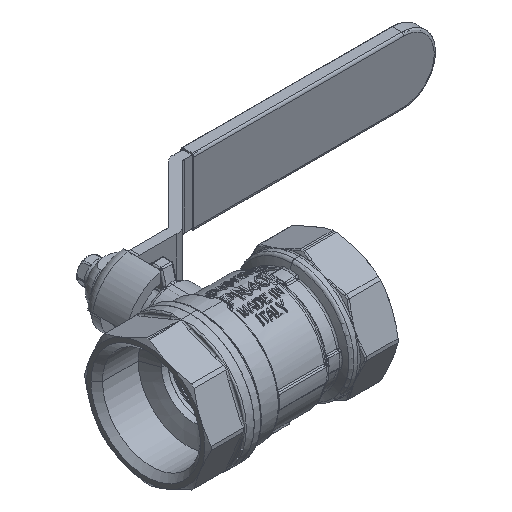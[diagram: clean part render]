
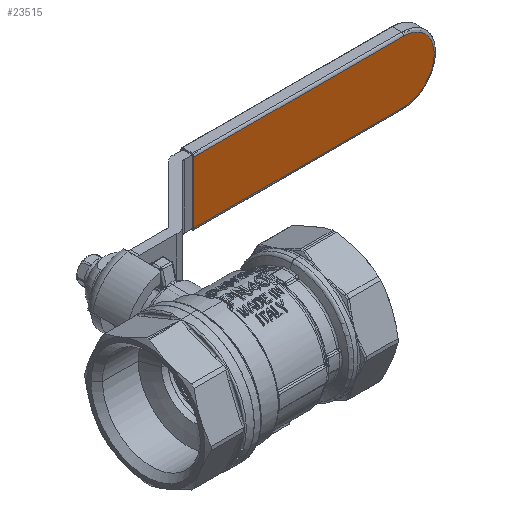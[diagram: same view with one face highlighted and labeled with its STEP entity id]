
A CAD part, isometric view. The second image highlights one B-rep face of the part: STEP entity #23515.
In plain terms, the highlighted planar face has unit normal (0, -1, 0).
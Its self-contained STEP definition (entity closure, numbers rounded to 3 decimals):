
#1447 = ORIENTED_EDGE ( 'NONE', *, *, #10359, .F. ) ;
#2571 = CARTESIAN_POINT ( 'NONE',  ( 103., 52.3, 0. ) ) ;
#3874 = CARTESIAN_POINT ( 'NONE',  ( 105.5, 52.3, -9.326 ) ) ;
#4044 = CARTESIAN_POINT ( 'NONE',  ( 108.878, 52.3, -7.659 ) ) ;
#4490 = CARTESIAN_POINT ( 'NONE',  ( 37.334, 52.3, -9.634 ) ) ;
#6111 = PLANE ( 'NONE',  #33535 ) ;
#7716 = CARTESIAN_POINT ( 'NONE',  ( 111.659, 52.3, -4.271 ) ) ;
#7997 = CARTESIAN_POINT ( 'NONE',  ( 59.222, 52.3, -9.634 ) ) ;
#8219 = CARTESIAN_POINT ( 'NONE',  ( 112.634, 52.3, -0.632 ) ) ;
#8379 = CARTESIAN_POINT ( 'NONE',  ( 106.103, 52.3, 9.143 ) ) ;
#8819 = CARTESIAN_POINT ( 'NONE',  ( 37.334, 52.3, 9.634 ) ) ;
#10359 = EDGE_CURVE ( 'NONE', #47261, #22050, #28389, .T. ) ;
#11709 = CARTESIAN_POINT ( 'NONE',  ( 110.659, 52.3, 5.878 ) ) ;
#11878 = CARTESIAN_POINT ( 'NONE',  ( 107.827, 52.3, 8.362 ) ) ;
#12383 = CARTESIAN_POINT ( 'NONE',  ( 109.365, 52.3, -7.259 ) ) ;
#12830 = B_SPLINE_CURVE_WITH_KNOTS ( 'NONE', 3,
 ( #8819, #36791, #37822, #17517 ),
 .UNSPECIFIED., .F., .F.,
 ( 4, 4 ),
 ( 0., 1. ),
 .UNSPECIFIED. ) ;
#13058 = CARTESIAN_POINT ( 'NONE',  ( 103., 52.3, 9.634 ) ) ;
#13177 = B_SPLINE_CURVE_WITH_KNOTS ( 'NONE', 3,
 ( #27122, #39140, #32351, #3874, #19571, #31657, #47840, #4044, #12383, #31834, #15533, #20255, #7716, #23613, #47501, #39978, #8219, #51501, #48176, #36016, #35680, #24294, #51669, #11709, #16042, #20080, #27980, #11878, #39645, #8379, #36188, #39813, #32000, #23957 ),
 .UNSPECIFIED., .F., .F.,
 ( 4, 2, 2, 2, 2, 2, 2, 2, 2, 2, 2, 2, 2, 2, 2, 2, 4 ),
 ( 0., 0.063, 0.125, 0.188, 0.25, 0.313, 0.375, 0.438, 0.5, 0.563, 0.625, 0.688, 0.75, 0.813, 0.875, 0.938, 1. ),
 .UNSPECIFIED. ) ;
#14036 = VERTEX_POINT ( 'NONE', #18178 ) ;
#15533 = CARTESIAN_POINT ( 'NONE',  ( 110.659, 52.3, -5.878 ) ) ;
#16042 = CARTESIAN_POINT ( 'NONE',  ( 110.259, 52.3, 6.365 ) ) ;
#16755 = CARTESIAN_POINT ( 'NONE',  ( 81.111, 52.3, 9.634 ) ) ;
#17517 = CARTESIAN_POINT ( 'NONE',  ( 37.334, 52.3, -9.634 ) ) ;
#18178 = CARTESIAN_POINT ( 'NONE',  ( 103., 52.3, -9.634 ) ) ;
#19571 = CARTESIAN_POINT ( 'NONE',  ( 106.103, 52.3, -9.143 ) ) ;
#20080 = CARTESIAN_POINT ( 'NONE',  ( 109.365, 52.3, 7.259 ) ) ;
#20255 = CARTESIAN_POINT ( 'NONE',  ( 111.362, 52.3, -4.827 ) ) ;
#20545 = CARTESIAN_POINT ( 'NONE',  ( 103., 52.3, -9.634 ) ) ;
#21075 = EDGE_CURVE ( 'NONE', #14036, #22050, #13177, .T. ) ;
#22050 = VERTEX_POINT ( 'NONE', #13058 ) ;
#22682 = DIRECTION ( 'NONE',  ( 0., -1., 0. ) ) ;
#23515 = ADVANCED_FACE ( 'NONE', ( #36190 ), #6111, .T. ) ;
#23613 = CARTESIAN_POINT ( 'NONE',  ( 112.143, 52.3, -3.103 ) ) ;
#23799 = EDGE_CURVE ( 'NONE', #47261, #44419, #12830, .T. ) ;
#23957 = CARTESIAN_POINT ( 'NONE',  ( 103., 52.3, 9.634 ) ) ;
#24294 = CARTESIAN_POINT ( 'NONE',  ( 111.659, 52.3, 4.271 ) ) ;
#25084 = CARTESIAN_POINT ( 'NONE',  ( 81.111, 52.3, -9.634 ) ) ;
#26533 = ORIENTED_EDGE ( 'NONE', *, *, #23799, .T. ) ;
#27122 = CARTESIAN_POINT ( 'NONE',  ( 103., 52.3, -9.634 ) ) ;
#27980 = CARTESIAN_POINT ( 'NONE',  ( 108.878, 52.3, 7.659 ) ) ;
#28389 = B_SPLINE_CURVE_WITH_KNOTS ( 'NONE', 3,
 ( #36723, #44528, #16755, #44696 ),
 .UNSPECIFIED., .F., .F.,
 ( 4, 4 ),
 ( 0., 1. ),
 .UNSPECIFIED. ) ;
#29687 = ORIENTED_EDGE ( 'NONE', *, *, #31608, .T. ) ;
#31608 = EDGE_CURVE ( 'NONE', #44419, #14036, #46790, .T. ) ;
#31657 = CARTESIAN_POINT ( 'NONE',  ( 107.271, 52.3, -8.659 ) ) ;
#31834 = CARTESIAN_POINT ( 'NONE',  ( 110.259, 52.3, -6.365 ) ) ;
#32000 = CARTESIAN_POINT ( 'NONE',  ( 103.633, 52.3, 9.634 ) ) ;
#32282 = ORIENTED_EDGE ( 'NONE', *, *, #21075, .T. ) ;
#32351 = CARTESIAN_POINT ( 'NONE',  ( 104.259, 52.3, -9.572 ) ) ;
#33535 = AXIS2_PLACEMENT_3D ( 'NONE', #2571, #22682, #45855 ) ;
#35680 = CARTESIAN_POINT ( 'NONE',  ( 112.143, 52.3, 3.103 ) ) ;
#35699 = EDGE_LOOP ( 'NONE', ( #26533, #29687, #32282, #1447 ) ) ;
#36016 = CARTESIAN_POINT ( 'NONE',  ( 112.326, 52.3, 2.5 ) ) ;
#36188 = CARTESIAN_POINT ( 'NONE',  ( 105.5, 52.3, 9.325 ) ) ;
#36190 = FACE_OUTER_BOUND ( 'NONE', #35699, .T. ) ;
#36723 = CARTESIAN_POINT ( 'NONE',  ( 37.334, 52.3, 9.634 ) ) ;
#36791 = CARTESIAN_POINT ( 'NONE',  ( 37.334, 52.3, 3.211 ) ) ;
#37822 = CARTESIAN_POINT ( 'NONE',  ( 37.334, 52.3, -3.211 ) ) ;
#38047 = CARTESIAN_POINT ( 'NONE',  ( 37.334, 52.3, 9.634 ) ) ;
#39140 = CARTESIAN_POINT ( 'NONE',  ( 103.632, 52.3, -9.634 ) ) ;
#39645 = CARTESIAN_POINT ( 'NONE',  ( 107.271, 52.3, 8.659 ) ) ;
#39813 = CARTESIAN_POINT ( 'NONE',  ( 104.259, 52.3, 9.572 ) ) ;
#39978 = CARTESIAN_POINT ( 'NONE',  ( 112.572, 52.3, -1.259 ) ) ;
#44419 = VERTEX_POINT ( 'NONE', #45545 ) ;
#44528 = CARTESIAN_POINT ( 'NONE',  ( 59.222, 52.3, 9.634 ) ) ;
#44696 = CARTESIAN_POINT ( 'NONE',  ( 103., 52.3, 9.634 ) ) ;
#45545 = CARTESIAN_POINT ( 'NONE',  ( 37.334, 52.3, -9.634 ) ) ;
#45855 = DIRECTION ( 'NONE',  ( 0., 0., -1. ) ) ;
#46790 = B_SPLINE_CURVE_WITH_KNOTS ( 'NONE', 3,
 ( #4490, #7997, #25084, #20545 ),
 .UNSPECIFIED., .F., .F.,
 ( 4, 4 ),
 ( 0., 1. ),
 .UNSPECIFIED. ) ;
#47261 = VERTEX_POINT ( 'NONE', #38047 ) ;
#47501 = CARTESIAN_POINT ( 'NONE',  ( 112.325, 52.3, -2.5 ) ) ;
#47840 = CARTESIAN_POINT ( 'NONE',  ( 107.827, 52.3, -8.362 ) ) ;
#48176 = CARTESIAN_POINT ( 'NONE',  ( 112.572, 52.3, 1.259 ) ) ;
#51501 = CARTESIAN_POINT ( 'NONE',  ( 112.634, 52.3, 0.632 ) ) ;
#51669 = CARTESIAN_POINT ( 'NONE',  ( 111.362, 52.3, 4.827 ) ) ;
